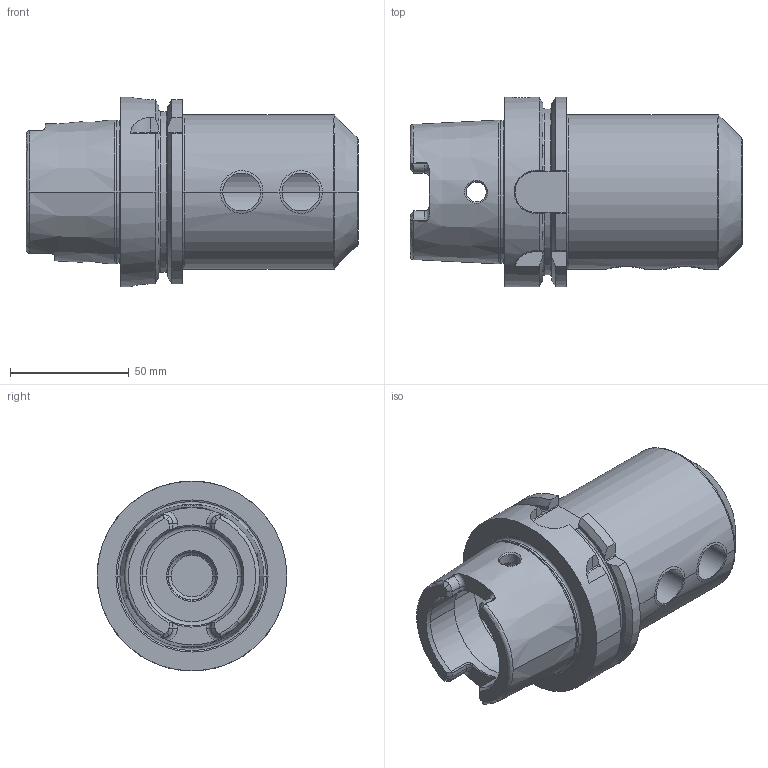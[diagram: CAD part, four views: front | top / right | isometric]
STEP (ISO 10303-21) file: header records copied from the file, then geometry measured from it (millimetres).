
FILE_DESCRIPTION((''),'2;1');
FILE_NAME('A80-000-25','2011-08-31T',('mei'),(''),'PRO/ENGINEER BY PARAMETRIC TECHNOLOGY CORPORATION, 2010430','PRO/ENGINEER BY PARAMETRIC TECHNOLOGY CORPORATION, 2010430','');
FILE_SCHEMA(('CONFIG_CONTROL_DESIGN'));
Length unit declared in the file: millimetre
Products named in the file (1): A80-000-25
Bounding box: 139.9 x 80 x 80 mm (x, y, z)
Volume: 335951.6 mm3; surface area: 55808.2 mm2
Topology: 1 solids, 4 shells, 194 faces, 497 edges, 303 vertices
Faces by surface type: plane 63, cylinder 57, cone 32, torus 32, bspline 8, extrusion 2
Entity records: 7600 total; most frequent: CARTESIAN_POINT 3010, ORIENTED_EDGE 982, DIRECTION 910, EDGE_CURVE 497, AXIS2_PLACEMENT_3D 353, VERTEX_POINT 303, VECTOR 204, LINE 202
